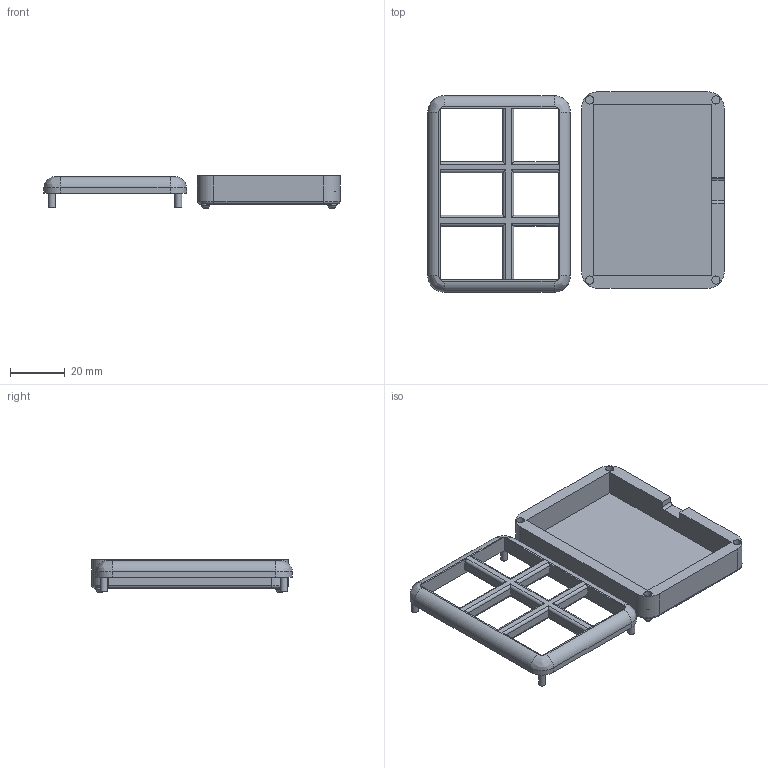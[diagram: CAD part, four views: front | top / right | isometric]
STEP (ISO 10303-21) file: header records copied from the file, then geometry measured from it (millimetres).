
FILE_DESCRIPTION(/* description */ (''),/* implementation_level */ '2;1');
FILE_NAME(/* name */ 'Saxpad_full_case.step',/* time_stamp */ '2026-02-07T16:53:53-06:00',/* author */ (''),/* organization */ (''),/* preprocessor_version */ 'ST-DEVELOPER v20.1',/* originating_system */ 'Autodesk Translation Framework v14.24.0.0',/* authorisation */ '');
FILE_SCHEMA (('AUTOMOTIVE_DESIGN { 1 0 10303 214 3 1 1 }'));
Length unit declared in the file: millimetre
Products named in the file (3): Saxpad_full_case; Saxpad_Top_Case; Saxpad_BottomCase
Assembly tree (2 placements, depth 2):
  Saxpad_full_case
    Saxpad_Top_Case
    Saxpad_BottomCase
Bounding box: 108.34 x 73.29 x 11.86 mm (x, y, z)
Volume: 20853.7 mm3; surface area: 18626 mm2
Topology: 2 solids, 2 shells, 123 faces, 322 edges, 204 vertices
Faces by surface type: cylinder 58, plane 53, bspline 8, torus 4
Full cylindrical faces by diameter (mm): 2.5 x4, 3 x8
Entity records: 4100 total; most frequent: CARTESIAN_POINT 912, DIRECTION 678, ORIENTED_EDGE 644, EDGE_CURVE 322, AXIS2_PLACEMENT_3D 250, VERTEX_POINT 204, LINE 178, VECTOR 178
